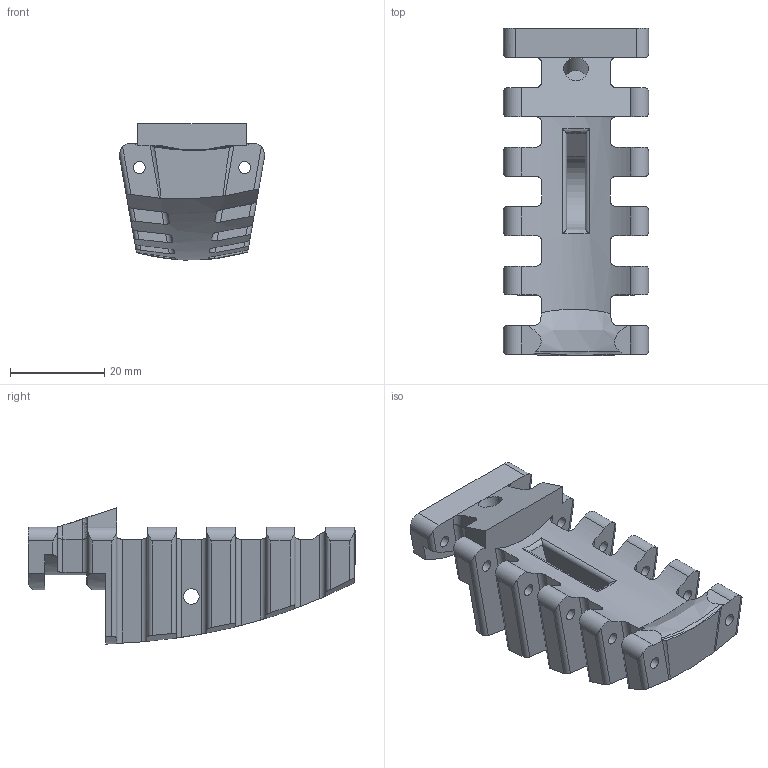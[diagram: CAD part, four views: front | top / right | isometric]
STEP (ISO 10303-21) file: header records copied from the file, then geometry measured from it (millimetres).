
FILE_DESCRIPTION(/* description */ ('STEP AP214'),/* implementation_level */ '2;1');
FILE_NAME(/* name */ '683c51754258294a187f3f66',/* time_stamp */ '2025-06-01T13:11:19Z',/* author */ (''),/* organization */ (''),/* preprocessor_version */ 'ST-DEVELOPER v20',/* originating_system */ 'ONSHAPE BY PTC INC, 1.198',/* authorisation */ ' ');
FILE_SCHEMA (('AUTOMOTIVE_DESIGN {1 0 10303 214 3 1 1}'));
Length unit declared in the file: metre
Products named in the file (1): Part 53
Bounding box: 30.79 x 69.55 x 28.91 mm (x, y, z)
Volume: 21236.6 mm3; surface area: 10335.3 mm2
Topology: 1 solids, 1 shells, 152 faces, 452 edges, 303 vertices
Faces by surface type: cylinder 78, plane 63, bspline 9, torus 2
Full cylindrical faces by diameter (mm): 2.5 x12, 3.3 x2, 5.2 x1
Entity records: 5354 total; most frequent: CARTESIAN_POINT 1574, ORIENTED_EDGE 850, DIRECTION 648, EDGE_CURVE 425, VERTEX_POINT 291, AXIS2_PLACEMENT_3D 235, EDGE_LOOP 196, FACE_BOUND 196
